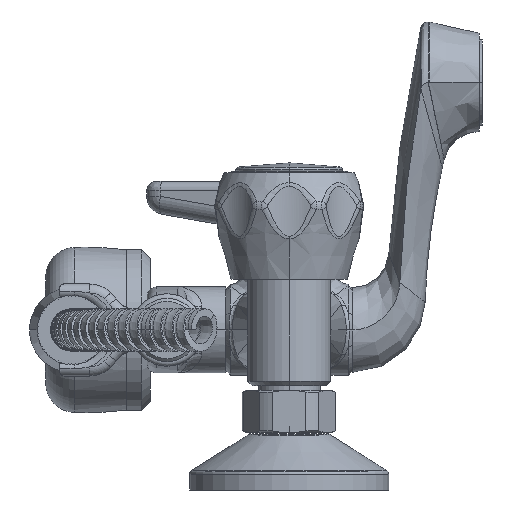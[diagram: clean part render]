
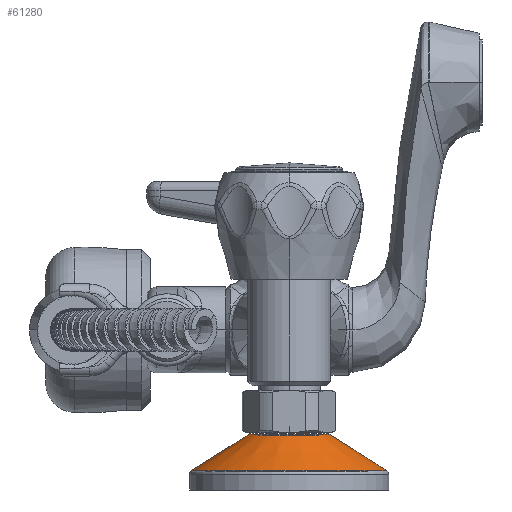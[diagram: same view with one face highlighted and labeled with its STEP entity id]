
A CAD part, left-side view. The second image highlights one B-rep face of the part: STEP entity #61280.
In plain terms, the highlighted conical face has half-angle 57.619 degrees and reference radius 22.785 mm.
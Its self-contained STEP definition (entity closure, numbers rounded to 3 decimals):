
#60781=CARTESIAN_POINT('',(-79.,0.,-46.558));
#60782=DIRECTION('',(0.,0.,1.));
#60783=DIRECTION('',(0.,1.,0.));
#60784=AXIS2_PLACEMENT_3D('',#60781,#60782,#60783);
#60786=DIRECTION('',(0.,-0.845,0.536));
#60787=VECTOR('',#60786,22.54);
#60788=CARTESIAN_POINT('',(-79.,32.303,
-46.558));
#60789=LINE('',#60788,#60787);
#60790=CARTESIAN_POINT('',(-79.,0.,-34.487));
#60791=DIRECTION('',(0.,0.,1.));
#60792=DIRECTION('',(0.,1.,0.));
#60793=AXIS2_PLACEMENT_3D('',#60790,#60791,#60792);
#60795=DIRECTION('',(0.,0.845,0.536));
#60796=VECTOR('',#60795,22.54);
#60797=CARTESIAN_POINT('',(-79.,-32.303,
-46.558));
#60798=LINE('',#60797,#60796);
#60857=CARTESIAN_POINT('',(-79.,-13.268,-34.487));
#60858=CARTESIAN_POINT('',(-79.,13.268,-34.487));
#60859=VERTEX_POINT('',#60857);
#60860=VERTEX_POINT('',#60858);
#60877=CARTESIAN_POINT('',(-79.,-32.303,-46.558));
#60878=CARTESIAN_POINT('',(-79.,32.303,-46.558));
#60879=VERTEX_POINT('',#60877);
#60880=VERTEX_POINT('',#60878);
#61269=CARTESIAN_POINT('',(-79.,0.,-40.523));
#61270=DIRECTION('',(0.,0.,-1.));
#61271=DIRECTION('',(0.,-1.,0.));
#61272=AXIS2_PLACEMENT_3D('',#61269,#61270,#61271);
#61273=CONICAL_SURFACE('',#61272,22.786,57.619);
#61274=ORIENTED_EDGE('',*,*,#61253,.F.);
#61275=ORIENTED_EDGE('',*,*,#61214,.T.);
#61276=ORIENTED_EDGE('',*,*,#61150,.T.);
#61277=ORIENTED_EDGE('',*,*,#61211,.F.);
#61278=EDGE_LOOP('',(#61274,#61275,#61276,#61277));
#61279=FACE_OUTER_BOUND('',#61278,.F.);
#61280=ADVANCED_FACE('',(#61279),#61273,.T.);
#60785=CIRCLE('',#60784,32.303);
#60794=CIRCLE('',#60793,13.268);
#61150=EDGE_CURVE('',#60860,#60859,#60794,.T.);
#61211=EDGE_CURVE('',#60879,#60859,#60798,.T.);
#61214=EDGE_CURVE('',#60880,#60860,#60789,.T.);
#61253=EDGE_CURVE('',#60880,#60879,#60785,.T.);
